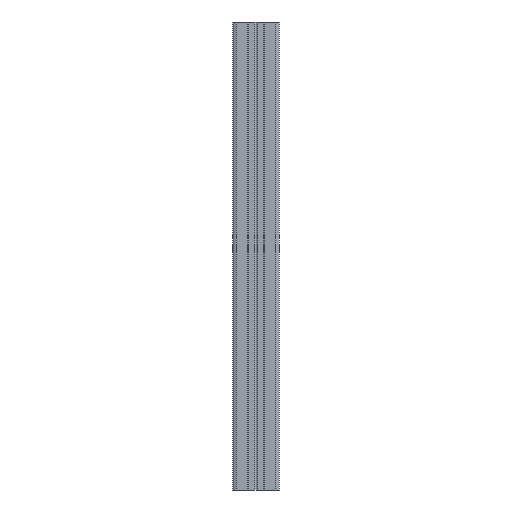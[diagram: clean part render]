
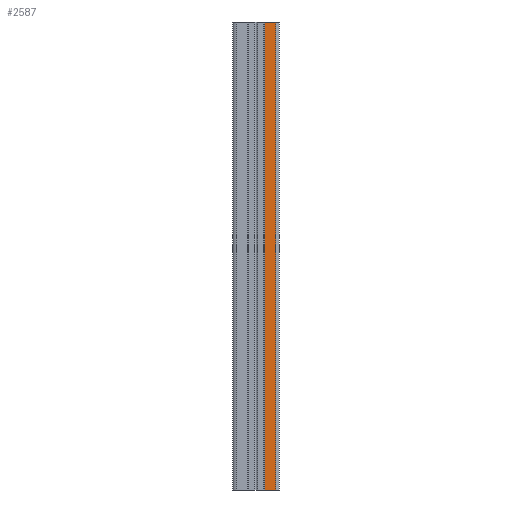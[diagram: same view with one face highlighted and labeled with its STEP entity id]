
A CAD part, front view. The second image highlights one B-rep face of the part: STEP entity #2587.
In plain terms, the highlighted planar face has unit normal (0, -1, 0).
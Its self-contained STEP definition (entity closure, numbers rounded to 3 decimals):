
#239=FACE_OUTER_BOUND('',#373,.T.);
#373=EDGE_LOOP('',(#1847,#1848,#1849,#1850));
#553=LINE('',#3988,#829);
#554=LINE('',#3991,#830);
#555=LINE('',#3993,#831);
#556=LINE('',#3994,#832);
#829=VECTOR('',#3199,10.);
#830=VECTOR('',#3202,10.);
#831=VECTOR('',#3203,10.);
#832=VECTOR('',#3204,10.);
#1103=VERTEX_POINT('',#3984);
#1104=VERTEX_POINT('',#3986);
#1105=VERTEX_POINT('',#3990);
#1106=VERTEX_POINT('',#3992);
#1409=EDGE_CURVE('',#1103,#1104,#553,.T.);
#1410=EDGE_CURVE('',#1105,#1103,#554,.T.);
#1411=EDGE_CURVE('',#1106,#1104,#555,.T.);
#1412=EDGE_CURVE('',#1105,#1106,#556,.T.);
#1847=ORIENTED_EDGE('',*,*,#1410,.T.);
#1848=ORIENTED_EDGE('',*,*,#1409,.T.);
#1849=ORIENTED_EDGE('',*,*,#1411,.F.);
#1850=ORIENTED_EDGE('',*,*,#1412,.F.);
#2493=PLANE('',#2775);
#2587=ADVANCED_FACE('',(#239),#2493,.T.);
#2775=AXIS2_PLACEMENT_3D('',#3989,#3200,#3201);
#3199=DIRECTION('',(0.,0.,1.));
#3200=DIRECTION('center_axis',(0.,-1.,0.));
#3201=DIRECTION('ref_axis',(1.,0.,0.));
#3202=DIRECTION('',(1.,0.,0.));
#3203=DIRECTION('',(1.,0.,0.));
#3204=DIRECTION('',(0.,0.,1.));
#3984=CARTESIAN_POINT('',(8.5,-10.,0.));
#3986=CARTESIAN_POINT('',(8.5,-10.,200.));
#3988=CARTESIAN_POINT('',(8.5,-10.,0.));
#3989=CARTESIAN_POINT('Origin',(3.65,-10.,0.));
#3990=CARTESIAN_POINT('',(3.65,-10.,0.));
#3991=CARTESIAN_POINT('',(3.65,-10.,0.));
#3992=CARTESIAN_POINT('',(3.65,-10.,200.));
#3993=CARTESIAN_POINT('',(3.65,-10.,200.));
#3994=CARTESIAN_POINT('',(3.65,-10.,0.));
